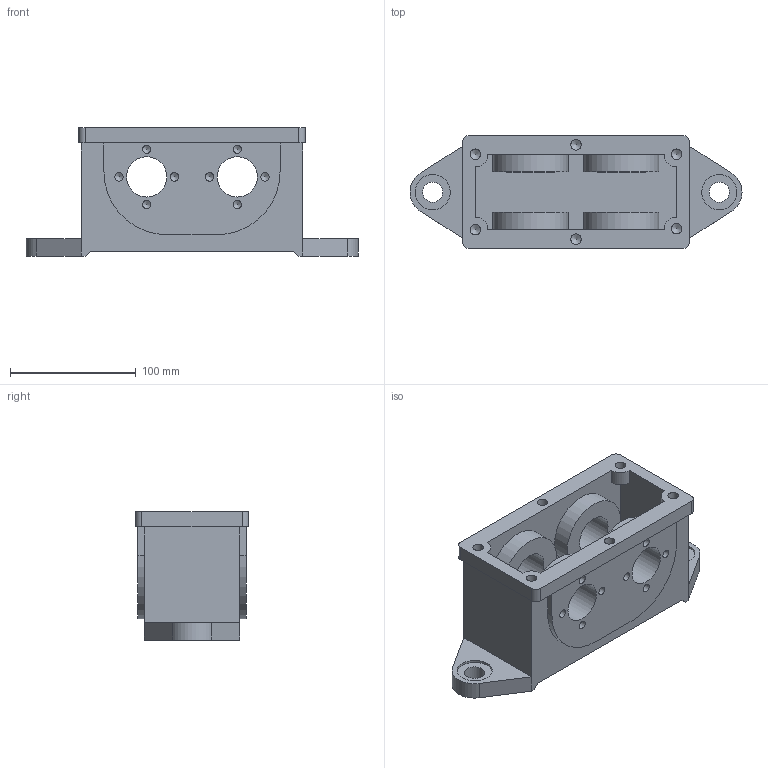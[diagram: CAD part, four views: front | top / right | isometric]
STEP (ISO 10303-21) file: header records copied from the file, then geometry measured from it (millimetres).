
FILE_DESCRIPTION(/* description */ (''),/* implementation_level */ '2;1');
FILE_NAME(/* name */ 'Part 054.stp',/* time_stamp */ '2015-02-23T13:29:02+02:00',/* author */ ('SFC'),/* organization */ (''),/* preprocessor_version */ 'ST-DEVELOPER v15.2',/* originating_system */ 'Autodesk Inventor 2014',/* authorisation */ '');
FILE_SCHEMA (('AUTOMOTIVE_DESIGN { 1 0 10303 214 3 1 1 }'));
Length unit declared in the file: millimetre
Products named in the file (1): Part 054
Bounding box: 264 x 90 x 102 mm (x, y, z)
Volume: 836993.8 mm3; surface area: 147002 mm2
Topology: 1 solids, 1 shells, 114 faces, 288 edges, 184 vertices
Faces by surface type: cylinder 48, plane 44, cone 22
Full cylindrical faces by diameter (mm): 6.647 x16, 8.376 x6, 16 x2, 28 x2, 32 x4, 60 x4
Entity records: 2991 total; most frequent: DIRECTION 534, CARTESIAN_POINT 483, ORIENTED_EDGE 416, AXIS2_PLACEMENT_3D 211, EDGE_CURVE 208, EDGE_LOOP 190, VERTEX_POINT 160, ADVANCED_FACE 114
